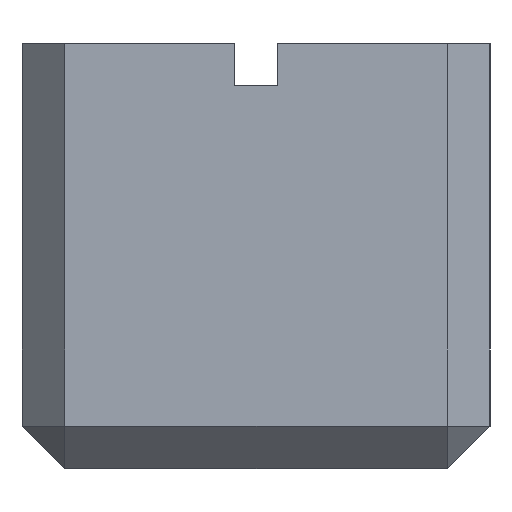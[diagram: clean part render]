
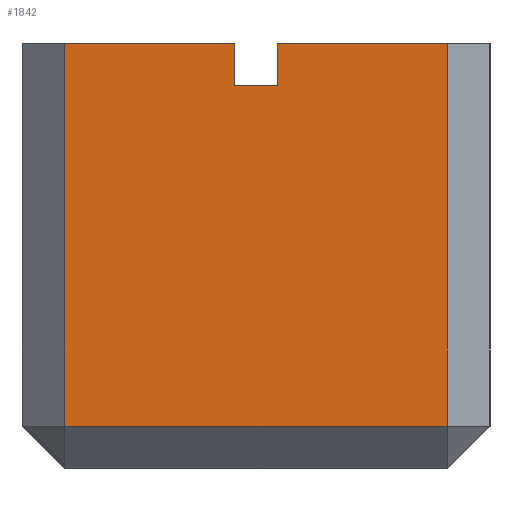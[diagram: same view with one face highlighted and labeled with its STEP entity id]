
A CAD part, left-side view. The second image highlights one B-rep face of the part: STEP entity #1842.
In plain terms, the highlighted planar face has unit normal (-1, 0, 0).
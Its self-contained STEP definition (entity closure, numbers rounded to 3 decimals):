
#40=ORIENTED_EDGE('',*,*,#579,.F.);
#41=ORIENTED_EDGE('',*,*,#580,.T.);
#42=ORIENTED_EDGE('',*,*,#581,.T.);
#43=ORIENTED_EDGE('',*,*,#582,.T.);
#44=ORIENTED_EDGE('',*,*,#572,.F.);
#45=ORIENTED_EDGE('',*,*,#583,.T.);
#46=ORIENTED_EDGE('',*,*,#584,.T.);
#47=ORIENTED_EDGE('',*,*,#585,.T.);
#572=EDGE_CURVE('',#842,#843,#1015,.T.);
#579=EDGE_CURVE('',#848,#849,#1022,.T.);
#580=EDGE_CURVE('',#848,#850,#1023,.T.);
#581=EDGE_CURVE('',#850,#851,#1024,.T.);
#582=EDGE_CURVE('',#851,#843,#1025,.T.);
#583=EDGE_CURVE('',#842,#852,#1026,.T.);
#584=EDGE_CURVE('',#852,#853,#1027,.T.);
#585=EDGE_CURVE('',#853,#849,#1028,.T.);
#842=VERTEX_POINT('',#2551);
#843=VERTEX_POINT('',#2552);
#848=VERTEX_POINT('',#2565);
#849=VERTEX_POINT('',#2566);
#850=VERTEX_POINT('',#2568);
#851=VERTEX_POINT('',#2570);
#852=VERTEX_POINT('',#2573);
#853=VERTEX_POINT('',#2575);
#1015=LINE('',#2550,#1285);
#1022=LINE('',#2564,#1292);
#1023=LINE('',#2567,#1293);
#1024=LINE('',#2569,#1294);
#1025=LINE('',#2571,#1295);
#1026=LINE('',#2572,#1296);
#1027=LINE('',#2574,#1297);
#1028=LINE('',#2576,#1298);
#1285=VECTOR('',#2071,1000.);
#1292=VECTOR('',#2080,1000.);
#1293=VECTOR('',#2081,1000.);
#1294=VECTOR('',#2082,1000.);
#1295=VECTOR('',#2083,1000.);
#1296=VECTOR('',#2084,1000.);
#1297=VECTOR('',#2085,1000.);
#1298=VECTOR('',#2086,1000.);
#1545=EDGE_LOOP('',(#40,#41,#42,#43,#44,#45,#46,#47));
#1644=FACE_BOUND('',#1545,.T.);
#1743=PLANE('',#1956);
#1842=ADVANCED_FACE('',(#1644),#1743,.T.);
#1956=AXIS2_PLACEMENT_3D('',#2563,#2078,#2079);
#2071=DIRECTION('',(0.,-1.,0.));
#2078=DIRECTION('',(-1.,0.,0.));
#2079=DIRECTION('',(0.,0.,1.));
#2080=DIRECTION('',(0.,-1.,0.));
#2081=DIRECTION('',(0.,0.,-1.));
#2082=DIRECTION('',(0.,-1.,0.));
#2083=DIRECTION('',(0.,0.,1.));
#2084=DIRECTION('',(0.,0.,-1.));
#2085=DIRECTION('',(0.,1.,0.));
#2086=DIRECTION('',(0.,0.,1.));
#2550=CARTESIAN_POINT('',(-100.,55.,25.));
#2551=CARTESIAN_POINT('',(-100.,25.,25.));
#2552=CARTESIAN_POINT('',(-100.,5.,25.));
#2563=CARTESIAN_POINT('',(-100.,55.,25.));
#2564=CARTESIAN_POINT('',(-100.,55.,25.));
#2565=CARTESIAN_POINT('',(-100.,50.,25.));
#2566=CARTESIAN_POINT('',(-100.,30.,25.));
#2567=CARTESIAN_POINT('',(-100.,50.,-25.));
#2568=CARTESIAN_POINT('',(-100.,50.,-20.));
#2569=CARTESIAN_POINT('',(-100.,55.,-20.));
#2570=CARTESIAN_POINT('',(-100.,5.,-20.));
#2571=CARTESIAN_POINT('',(-100.,5.,25.));
#2572=CARTESIAN_POINT('',(-100.,25.,25.));
#2573=CARTESIAN_POINT('',(-100.,25.,20.));
#2574=CARTESIAN_POINT('',(-100.,25.,20.));
#2575=CARTESIAN_POINT('',(-100.,30.,20.));
#2576=CARTESIAN_POINT('',(-100.,30.,20.));
